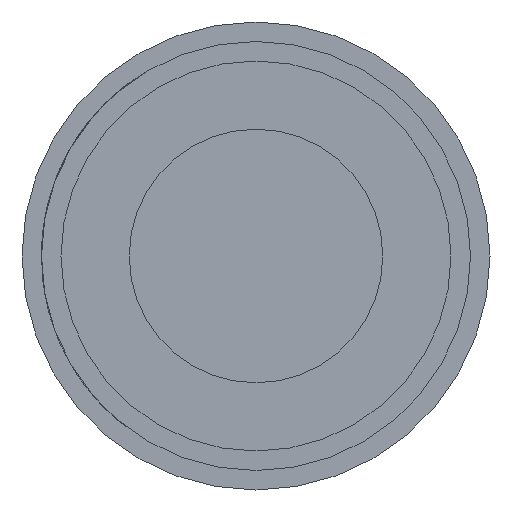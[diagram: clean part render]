
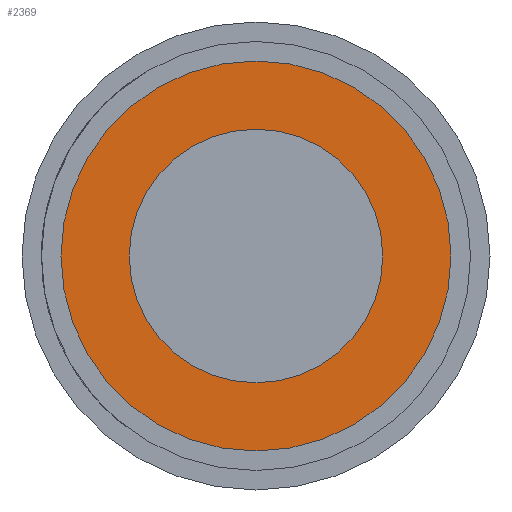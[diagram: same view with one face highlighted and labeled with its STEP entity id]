
A CAD part, left-side view. The second image highlights one B-rep face of the part: STEP entity #2369.
In plain terms, the highlighted planar face has unit normal (-1, 0, 0).
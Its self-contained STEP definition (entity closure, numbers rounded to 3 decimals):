
#30 = EDGE_CURVE ( 'NONE', #2320, #2726, #4878, .T. ) ;
#35 = DIRECTION ( 'NONE',  ( 0., 0., 1. ) ) ;
#50 = VERTEX_POINT ( 'NONE', #5674 ) ;
#374 = ORIENTED_EDGE ( 'NONE', *, *, #4668, .T. ) ;
#533 = EDGE_LOOP ( 'NONE', ( #6017, #5156 ) ) ;
#1049 = CARTESIAN_POINT ( 'NONE',  ( 0., 0., 0. ) ) ;
#1165 = CARTESIAN_POINT ( 'NONE',  ( 0., 0., 10. ) ) ;
#1735 = PLANE ( 'NONE',  #6117 ) ;
#1986 = DIRECTION ( 'NONE',  ( -1., 0., 0. ) ) ;
#2223 = DIRECTION ( 'NONE',  ( 1., 0., 0. ) ) ;
#2320 = VERTEX_POINT ( 'NONE', #5749 ) ;
#2369 = ADVANCED_FACE ( 'NONE', ( #4748, #7295 ), #1735, .F. ) ;
#2493 = DIRECTION ( 'NONE',  ( 0., 0., 1. ) ) ;
#2712 = EDGE_CURVE ( 'NONE', #50, #6653, #5595, .T. ) ;
#2726 = VERTEX_POINT ( 'NONE', #6908 ) ;
#2881 = AXIS2_PLACEMENT_3D ( 'NONE', #4359, #6832, #2493 ) ;
#3012 = AXIS2_PLACEMENT_3D ( 'NONE', #6177, #7435, #7508 ) ;
#3131 = DIRECTION ( 'NONE',  ( 1., 0., 0. ) ) ;
#3209 = CARTESIAN_POINT ( 'NONE',  ( 0., 0., 0. ) ) ;
#3214 = CARTESIAN_POINT ( 'NONE',  ( 0., 0., 0. ) ) ;
#3255 = ORIENTED_EDGE ( 'NONE', *, *, #30, .T. ) ;
#3275 = CIRCLE ( 'NONE', #6913, 10. ) ;
#4359 = CARTESIAN_POINT ( 'NONE',  ( 0., 0., 0. ) ) ;
#4668 = EDGE_CURVE ( 'NONE', #2726, #2320, #5079, .T. ) ;
#4748 = FACE_BOUND ( 'NONE', #6370, .T. ) ;
#4801 = EDGE_CURVE ( 'NONE', #6653, #50, #3275, .T. ) ;
#4878 = CIRCLE ( 'NONE', #6419, 6.5 ) ;
#5079 = CIRCLE ( 'NONE', #3012, 6.5 ) ;
#5156 = ORIENTED_EDGE ( 'NONE', *, *, #2712, .T. ) ;
#5309 = DIRECTION ( 'NONE',  ( 0., 0., -1. ) ) ;
#5595 = CIRCLE ( 'NONE', #2881, 10. ) ;
#5674 = CARTESIAN_POINT ( 'NONE',  ( 0., 0., -10. ) ) ;
#5749 = CARTESIAN_POINT ( 'NONE',  ( 0., 0., 6.5 ) ) ;
#6017 = ORIENTED_EDGE ( 'NONE', *, *, #4801, .T. ) ;
#6117 = AXIS2_PLACEMENT_3D ( 'NONE', #1049, #2223, #5309 ) ;
#6177 = CARTESIAN_POINT ( 'NONE',  ( 0., 0., 0. ) ) ;
#6370 = EDGE_LOOP ( 'NONE', ( #3255, #374 ) ) ;
#6419 = AXIS2_PLACEMENT_3D ( 'NONE', #3209, #3131, #7583 ) ;
#6653 = VERTEX_POINT ( 'NONE', #1165 ) ;
#6832 = DIRECTION ( 'NONE',  ( -1., 0., 0. ) ) ;
#6908 = CARTESIAN_POINT ( 'NONE',  ( 0., 0., -6.5 ) ) ;
#6913 = AXIS2_PLACEMENT_3D ( 'NONE', #3214, #1986, #35 ) ;
#7295 = FACE_OUTER_BOUND ( 'NONE', #533, .T. ) ;
#7435 = DIRECTION ( 'NONE',  ( 1., 0., 0. ) ) ;
#7508 = DIRECTION ( 'NONE',  ( 0., 0., -1. ) ) ;
#7583 = DIRECTION ( 'NONE',  ( 0., 0., -1. ) ) ;
